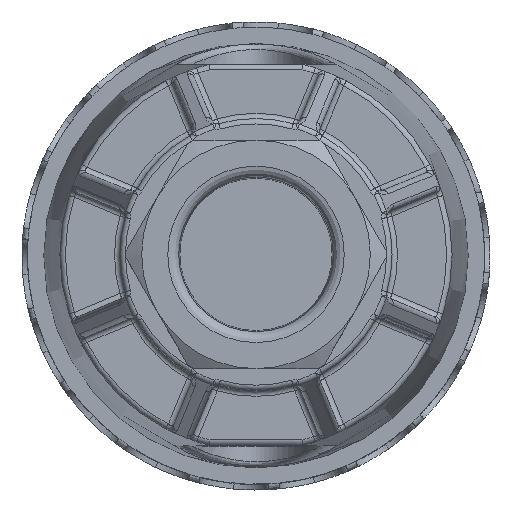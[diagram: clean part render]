
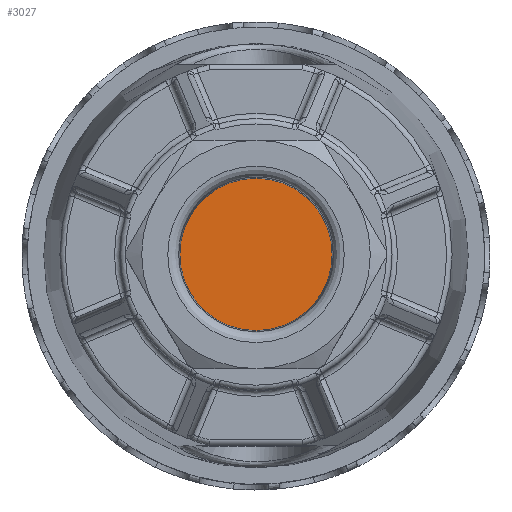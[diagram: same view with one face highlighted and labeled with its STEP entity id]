
A CAD part, top view. The second image highlights one B-rep face of the part: STEP entity #3027.
In plain terms, the highlighted planar face has unit normal (0, 0, 1).
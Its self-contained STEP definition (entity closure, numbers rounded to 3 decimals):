
#1154=CIRCLE('',#25548,6.998);
#2003=PLANE('',#25579);
#3027=ADVANCED_FACE('',(#4650),#2003,.F.);
#4650=FACE_OUTER_BOUND('',#6113,.T.);
#6113=EDGE_LOOP('',(#11044));
#11044=ORIENTED_EDGE('',*,*,#18869,.T.);
#15989=VERTEX_POINT('',#39901);
#18869=EDGE_CURVE('',#15989,#15989,#1154,.T.);
#25548=AXIS2_PLACEMENT_3D('',#39900,#29202,#29203);
#25579=AXIS2_PLACEMENT_3D('',#40362,#29276,#29277);
#29202=DIRECTION('',(0.,0.,1.));
#29203=DIRECTION('',(0.,1.,0.));
#29276=DIRECTION('',(0.,0.,-1.));
#29277=DIRECTION('',(0.,1.,0.));
#39900=CARTESIAN_POINT('',(0.,0.,
102.5));
#39901=CARTESIAN_POINT('',(0.,6.998,102.5));
#40362=CARTESIAN_POINT('',(0.,0.,
102.5));
